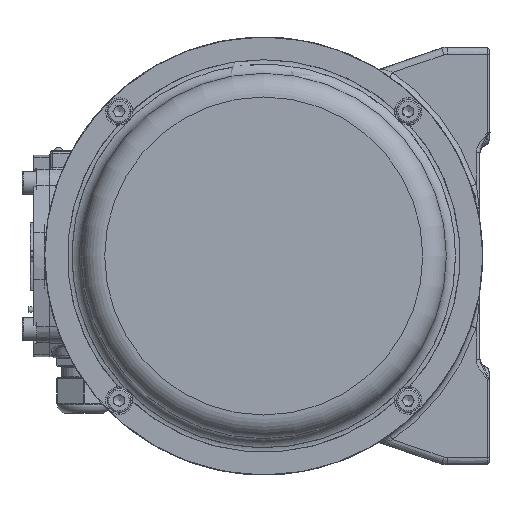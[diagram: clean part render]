
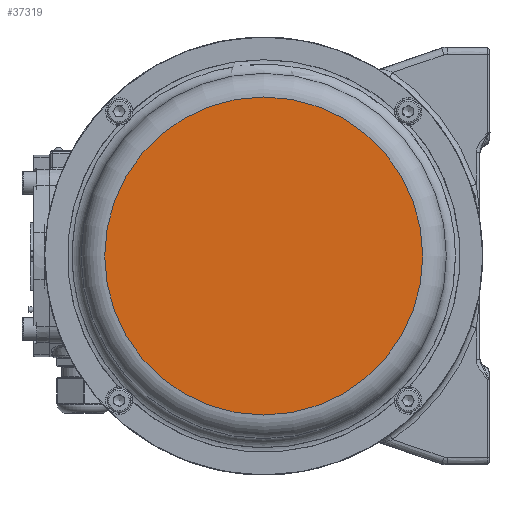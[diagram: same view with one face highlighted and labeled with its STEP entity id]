
A CAD part, left-side view. The second image highlights one B-rep face of the part: STEP entity #37319.
In plain terms, the highlighted planar face has unit normal (-1, 0, 0).
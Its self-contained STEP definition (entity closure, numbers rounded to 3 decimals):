
#37319 = ADVANCED_FACE ( 'NONE', ( #131791 ), #131788, .F. ) ;
#37743 = EDGE_LOOP ( 'NONE', ( #39076 ) ) ;
#39076 = ORIENTED_EDGE ( 'NONE', *, *, #40162, .F. ) ;
#40162 = EDGE_CURVE ( 'NONE', #103987, #103987, #133408, .T. ) ;
#103951 = CARTESIAN_POINT ( 'NONE',  ( -285.358, 36.108, 87.5 ) ) ;
#103987 = VERTEX_POINT ( 'NONE', #103951 ) ;
#131788 = PLANE ( 'NONE',  #131829 ) ;
#131791 = FACE_OUTER_BOUND ( 'NONE', #37743, .T. ) ;
#131826 = DIRECTION ( 'NONE',  ( 0., 0., 1. ) ) ;
#131827 = DIRECTION ( 'NONE',  ( 1., 0., 0. ) ) ;
#131828 = CARTESIAN_POINT ( 'NONE',  ( -285.358, -51.392, 0. ) ) ;
#131829 = AXIS2_PLACEMENT_3D ( 'NONE', #131828, #131827, #131826 ) ;
#133408 = CIRCLE ( 'NONE', #133487, 87.5 ) ;
#133484 = DIRECTION ( 'NONE',  ( 0., 0., 1. ) ) ;
#133485 = DIRECTION ( 'NONE',  ( 1., 0., 0. ) ) ;
#133486 = CARTESIAN_POINT ( 'NONE',  ( -285.358, 36.108, 0. ) ) ;
#133487 = AXIS2_PLACEMENT_3D ( 'NONE', #133486, #133485, #133484 ) ;
